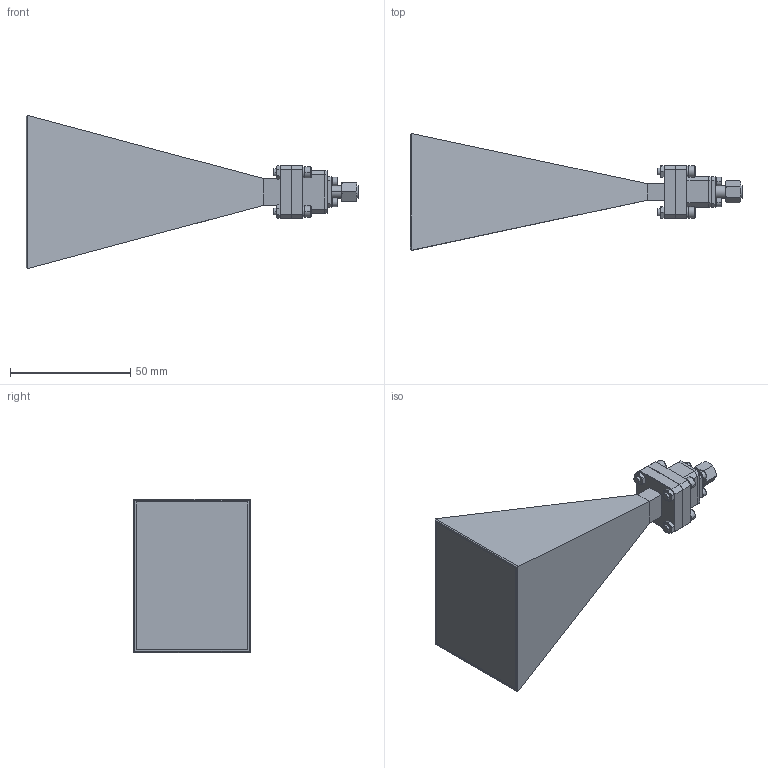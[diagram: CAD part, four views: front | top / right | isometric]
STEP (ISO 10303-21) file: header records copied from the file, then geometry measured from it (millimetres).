
FILE_DESCRIPTION (( 'STEP AP203' ), '1' );
FILE_NAME ('AR-3C1-E, Male.STEP', '2022-09-23T18:38:39', ( '' ), ( '' ), 'SwSTEP 2.0', 'SolidWorks 2021', '' );
FILE_SCHEMA (( 'CONFIG_CONTROL_DESIGN' ));
Length unit declared in the file: inch
Products named in the file (1): AR-3C1-E, Male
Bounding box: 137.93 x 48.52 x 63.71 mm (x, y, z)
Volume: 128861.1 mm3; surface area: 21205.2 mm2
Topology: 11 solids, 11 shells, 447 faces, 978 edges, 586 vertices
Faces by surface type: plane 241, cone 122, cylinder 84
Entity records: 12573 total; most frequent: CARTESIAN_POINT 2704, DIRECTION 2072, ORIENTED_EDGE 1956, EDGE_CURVE 978, AXIS2_PLACEMENT_3D 762, VERTEX_POINT 586, LINE 548, VECTOR 548
